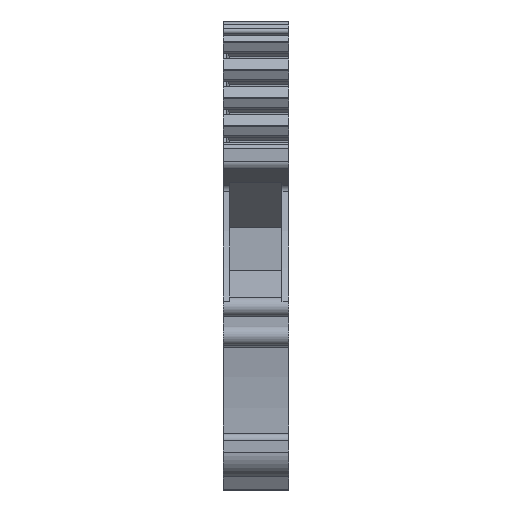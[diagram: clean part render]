
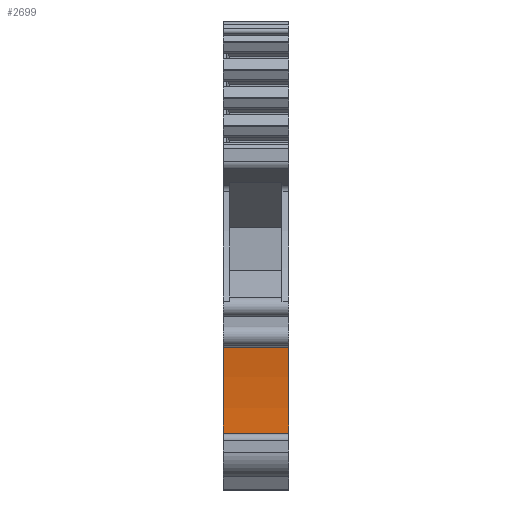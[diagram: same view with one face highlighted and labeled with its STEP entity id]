
A CAD part, front view. The second image highlights one B-rep face of the part: STEP entity #2699.
In plain terms, the highlighted cylindrical face has radius 40 mm (diameter 80 mm), a partial arc.
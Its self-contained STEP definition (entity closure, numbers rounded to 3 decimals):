
#2672=AXIS2_PLACEMENT_3D('Cylinder Axis2P3D',#2669,#2670,#2671) ;
#2676=AXIS2_PLACEMENT_3D('Circle Axis2P3D',#2674,#2675,$) ;
#2690=AXIS2_PLACEMENT_3D('Circle Axis2P3D',#2688,#2689,$) ;
#2646=CARTESIAN_POINT('Vertex',(0.,2.047,11.195)) ;
#2649=CARTESIAN_POINT('Line Origine',(2.563,2.047,11.195)) ;
#2653=CARTESIAN_POINT('Vertex',(5.125,2.047,11.195)) ;
#2669=CARTESIAN_POINT('Axis2P3D Location',(2.563,-37.395,4.534)) ;
#2674=CARTESIAN_POINT('Axis2P3D Location',(0.,-37.395,4.534)) ;
#2678=CARTESIAN_POINT('Vertex',(0.,2.603,4.067)) ;
#2681=CARTESIAN_POINT('Line Origine',(2.563,2.603,4.067)) ;
#2685=CARTESIAN_POINT('Vertex',(5.125,2.603,4.067)) ;
#2688=CARTESIAN_POINT('Axis2P3D Location',(5.125,-37.395,4.534)) ;
#2650=DIRECTION('Vector Direction',(1.,0.,0.)) ;
#2670=DIRECTION('Axis2P3D Direction',(1.,0.,0.)) ;
#2671=DIRECTION('Axis2P3D XDirection',(0.,1.,-0.012)) ;
#2675=DIRECTION('Axis2P3D Direction',(1.,0.,0.)) ;
#2682=DIRECTION('Vector Direction',(1.,0.,0.)) ;
#2689=DIRECTION('Axis2P3D Direction',(1.,0.,0.)) ;
#2651=VECTOR('Line Direction',#2650,1.) ;
#2683=VECTOR('Line Direction',#2682,1.) ;
#2694=ORIENTED_EDGE('',*,*,#2655,.F.) ;
#2695=ORIENTED_EDGE('',*,*,#2680,.T.) ;
#2696=ORIENTED_EDGE('',*,*,#2687,.T.) ;
#2697=ORIENTED_EDGE('',*,*,#2692,.F.) ;
#2699=ADVANCED_FACE('KLTR',(#2698),#2673,.F.) ;
#2677=CIRCLE('generated circle',#2676,40.) ;
#2691=CIRCLE('generated circle',#2690,40.) ;
#2673=CYLINDRICAL_SURFACE('generated cylinder',#2672,40.) ;
#2655=EDGE_CURVE('',#2647,#2654,#2652,.T.) ;
#2680=EDGE_CURVE('',#2647,#2679,#2677,.F.) ;
#2687=EDGE_CURVE('',#2679,#2686,#2684,.T.) ;
#2692=EDGE_CURVE('',#2654,#2686,#2691,.F.) ;
#2693=EDGE_LOOP('',(#2694,#2695,#2696,#2697)) ;
#2698=FACE_OUTER_BOUND('',#2693,.T.) ;
#2652=LINE('Line',#2649,#2651) ;
#2684=LINE('Line',#2681,#2683) ;
#2647=VERTEX_POINT('',#2646) ;
#2654=VERTEX_POINT('',#2653) ;
#2679=VERTEX_POINT('',#2678) ;
#2686=VERTEX_POINT('',#2685) ;
